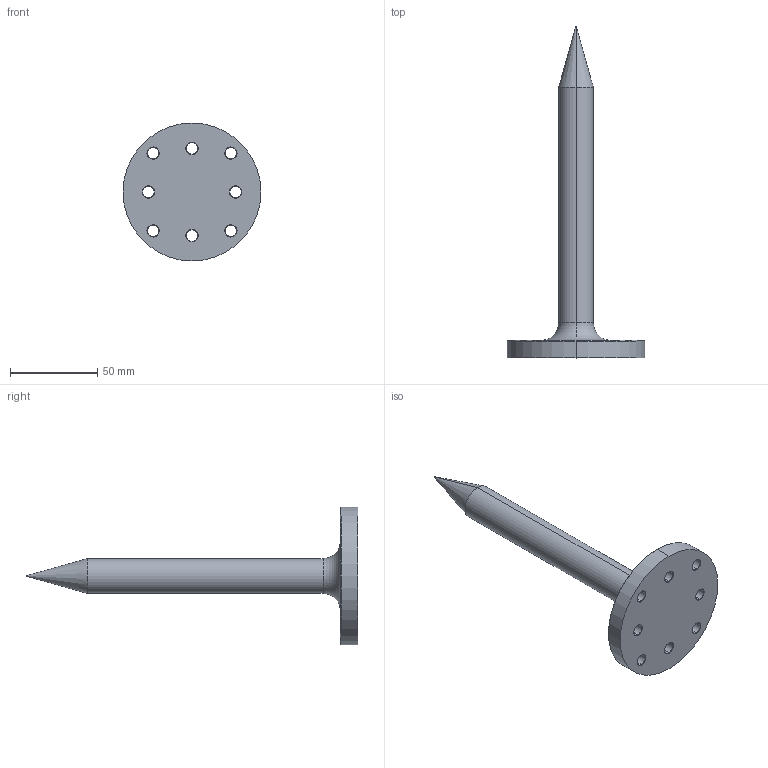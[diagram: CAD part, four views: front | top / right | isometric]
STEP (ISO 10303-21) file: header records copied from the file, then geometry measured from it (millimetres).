
FILE_DESCRIPTION (( 'STEP AP214' ), '1' );
FILE_NAME ('Zivid On-Arm ISO50 and ISO63 Pointing Device.STEP', '2022-10-20T08:20:42', ( '' ), ( '' ), 'SwSTEP 2.0', 'SolidWorks 2021', '' );
FILE_SCHEMA (( 'AUTOMOTIVE_DESIGN' ));
Length unit declared in the file: millimetre
Products named in the file (1): Zivid On-Arm ISO50 and ISO63 Pointing Device
Bounding box: 79 x 190 x 79 mm (x, y, z)
Volume: 95843.9 mm3; surface area: 22821.9 mm2
Topology: 1 solids, 1 shells, 66 faces, 153 edges, 86 vertices
Faces by surface type: cone 36, cylinder 25, plane 3, torus 2
Entity records: 1987 total; most frequent: CARTESIAN_POINT 376, DIRECTION 371, ORIENTED_EDGE 306, AXIS2_PLACEMENT_3D 157, EDGE_CURVE 153, CIRCLE 90, VERTEX_POINT 86, EDGE_LOOP 79
